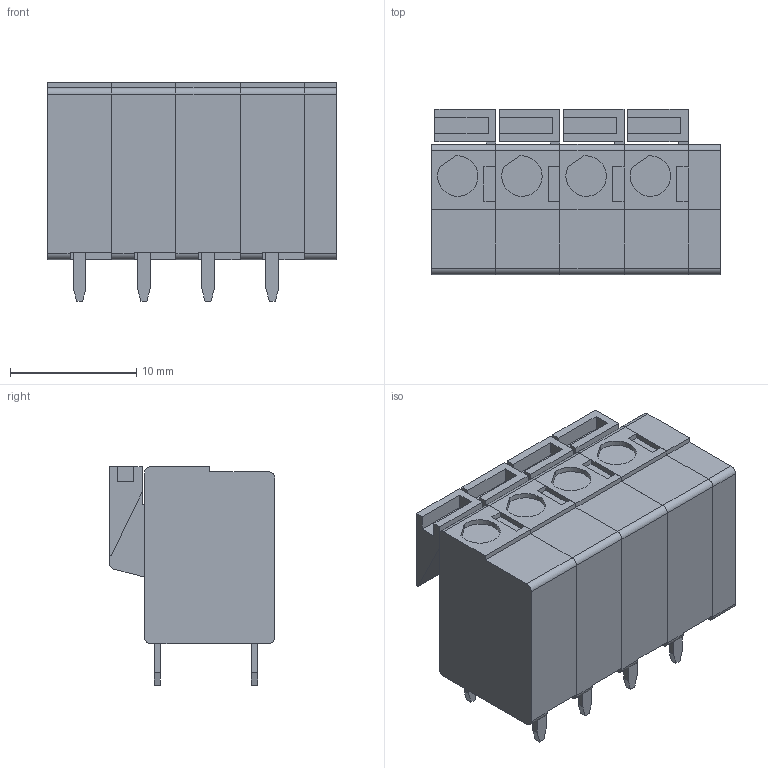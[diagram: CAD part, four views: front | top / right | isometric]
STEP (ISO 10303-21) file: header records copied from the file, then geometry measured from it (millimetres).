
FILE_DESCRIPTION(/* description */ ('Unknown'),/* implementation_level */ '2;1');
FILE_NAME(/* name */ 'MX122-50804..A-20230320',/* time_stamp */ '2023-03-20T18:34:18+08:00',/* author */ ('Unknown'),/* organization */ ('Unknown'),/* preprocessor_version */ 'ST-DEVELOPER v16.7',/* originating_system */ 'DEX',/* authorisation */ $);
FILE_SCHEMA (('AUTOMOTIVE_DESIGN {1 0 10303 214 3 1 1}'));
Length unit declared in the file: millimetre
Products named in the file (1): MX122-50804..A-20230320
Bounding box: 22.86 x 13.1 x 17.3 mm (x, y, z)
Volume: 3397.2 mm3; surface area: 3264.9 mm2
Topology: 1 solids, 1 shells, 260 faces, 722 edges, 480 vertices
Faces by surface type: plane 228, cylinder 32
Entity records: 8228 total; most frequent: CARTESIAN_POINT 1463, ORIENTED_EDGE 1444, DIRECTION 1308, EDGE_CURVE 722, LINE 658, VECTOR 658, VERTEX_POINT 480, AXIS2_PLACEMENT_3D 325
